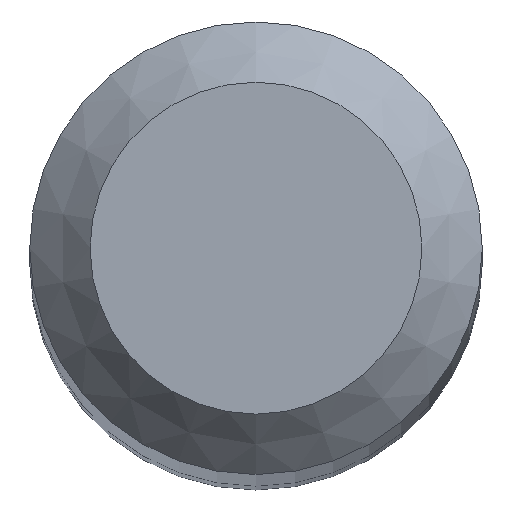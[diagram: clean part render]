
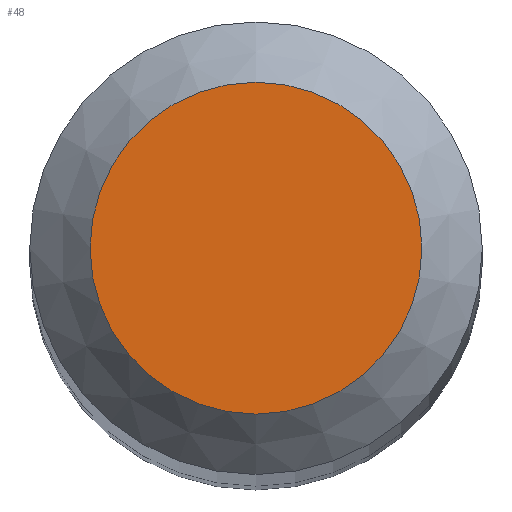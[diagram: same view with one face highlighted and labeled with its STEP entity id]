
A CAD part, top view. The second image highlights one B-rep face of the part: STEP entity #48.
In plain terms, the highlighted planar face has unit normal (0, 0, 1).
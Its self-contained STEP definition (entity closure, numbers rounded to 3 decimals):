
#30 = DIRECTION ( 'NONE',  ( 0., 1., 0. ) ) ;
#32 = CARTESIAN_POINT ( 'NONE',  ( 0., 0., 30. ) ) ;
#42 = CARTESIAN_POINT ( 'NONE',  ( 0., 0.55, 30. ) ) ;
#48 = ADVANCED_FACE ( 'NONE', ( #177 ), #49, .F. ) ;
#49 = PLANE ( 'NONE',  #148 ) ;
#53 = VERTEX_POINT ( 'NONE', #42 ) ;
#60 = DIRECTION ( 'NONE',  ( 0., 0., -1. ) ) ;
#92 = EDGE_CURVE ( 'NONE', #53, #53, #102, .T. ) ;
#95 = ORIENTED_EDGE ( 'NONE', *, *, #92, .F. ) ;
#96 = CARTESIAN_POINT ( 'NONE',  ( 0., 0., 30. ) ) ;
#102 = CIRCLE ( 'NONE', #153, 0.55 ) ;
#138 = DIRECTION ( 'NONE',  ( 0., 1., 0. ) ) ;
#148 = AXIS2_PLACEMENT_3D ( 'NONE', #32, #156, #30 ) ;
#153 = AXIS2_PLACEMENT_3D ( 'NONE', #96, #60, #138 ) ;
#156 = DIRECTION ( 'NONE',  ( 0., 0., -1. ) ) ;
#159 = EDGE_LOOP ( 'NONE', ( #95 ) ) ;
#177 = FACE_OUTER_BOUND ( 'NONE', #159, .T. ) ;
